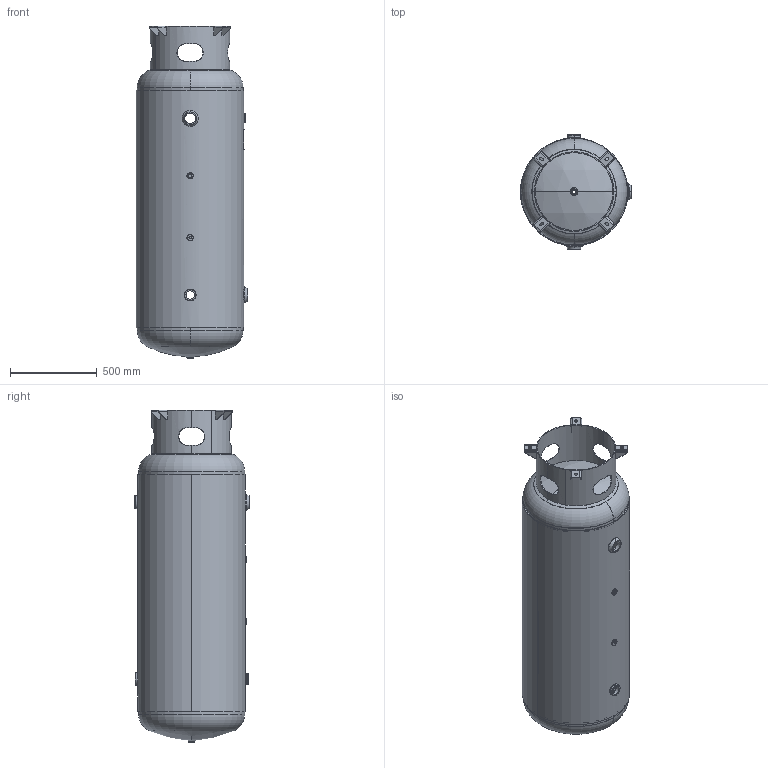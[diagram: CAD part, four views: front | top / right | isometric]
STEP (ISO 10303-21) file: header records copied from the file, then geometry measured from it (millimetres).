
FILE_DESCRIPTION (( 'STEP AP203' ), '1' );
FILE_NAME ('302421.STEP', '2012-02-14T18:57:49', ( '' ), ( '' ), 'SwSTEP 2.0', 'SolidWorks 2011', '' );
FILE_SCHEMA (( 'CONFIG_CONTROL_DESIGN' ));
Length unit declared in the file: inch
Products named in the file (1): 302421
Bounding box: 640.33 x 657 x 1910.43 mm (x, y, z)
Surface area: 7541826.8 mm2 (no closed solid volume)
Topology: 0 solids, 29 shells, 276 faces, 752 edges, 486 vertices
Faces by surface type: plane 95, cylinder 89, torus 66, bspline 20, sphere 6
Full cylindrical faces by diameter (mm): 609.6 x1, 618.947 x1
Entity records: 15039 total; most frequent: CARTESIAN_POINT 8079, DIRECTION 1496, ORIENTED_EDGE 1284, EDGE_CURVE 752, AXIS2_PLACEMENT_3D 609, VERTEX_POINT 486, CIRCLE 352, EDGE_LOOP 320
